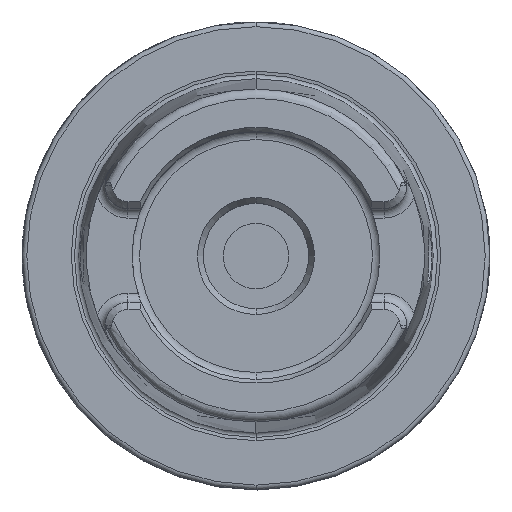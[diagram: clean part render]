
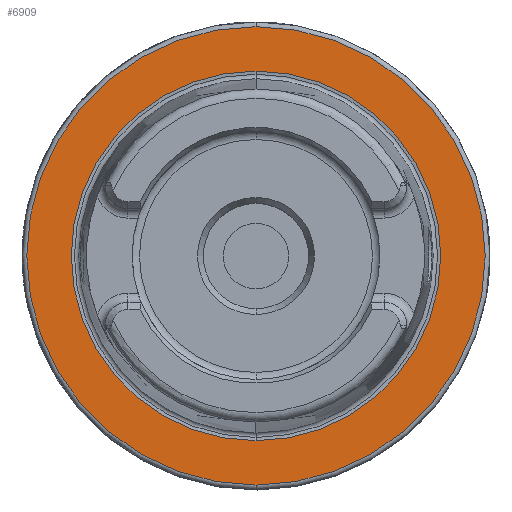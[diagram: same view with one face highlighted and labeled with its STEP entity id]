
A CAD part, top view. The second image highlights one B-rep face of the part: STEP entity #6909.
In plain terms, the highlighted planar face has unit normal (0, 0, 1).
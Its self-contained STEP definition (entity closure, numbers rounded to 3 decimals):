
#1122=CARTESIAN_POINT('',(0,0,29));
#1123=DIRECTION('',(0,0,1));
#1124=DIRECTION('',(0,1,0));
#1125=AXIS2_PLACEMENT_3D('',#1122,#1123,#1124);
#1127=CARTESIAN_POINT('',(0,0,29));
#1128=DIRECTION('',(0,0,-1));
#1129=DIRECTION('',(0,1,0));
#1130=AXIS2_PLACEMENT_3D('',#1127,#1128,#1129);
#1132=CARTESIAN_POINT('',(0,0,29));
#1133=DIRECTION('',(0,0,1));
#1134=DIRECTION('',(0,1,0));
#1135=AXIS2_PLACEMENT_3D('',#1132,#1133,#1134);
#1137=CARTESIAN_POINT('',(0,0,29));
#1138=DIRECTION('',(0,0,1));
#1139=DIRECTION('',(0,-1,0));
#1140=AXIS2_PLACEMENT_3D('',#1137,#1138,#1139);
#5144=CARTESIAN_POINT('',(0,39.499,29));
#5146=VERTEX_POINT('',#5144);
#5180=CARTESIAN_POINT('',(0,-39.499,29));
#5182=VERTEX_POINT('',#5180);
#5192=CARTESIAN_POINT('',(0,49,29));
#5193=CARTESIAN_POINT('',(0.,-49,29));
#5194=VERTEX_POINT('',#5192);
#5195=VERTEX_POINT('',#5193);
#6894=CARTESIAN_POINT('',(0,0,29));
#6895=DIRECTION('',(0,0,-1));
#6896=DIRECTION('',(0,-1,0));
#6897=AXIS2_PLACEMENT_3D('',#6894,#6895,#6896);
#6898=PLANE('',#6897);
#6900=ORIENTED_EDGE('',*,*,#6899,.F.);
#6902=ORIENTED_EDGE('',*,*,#6901,.F.);
#6903=EDGE_LOOP('',(#6900,#6902));
#6904=FACE_OUTER_BOUND('',#6903,.F.);
#6905=ORIENTED_EDGE('',*,*,#6876,.T.);
#6906=ORIENTED_EDGE('',*,*,#6887,.F.);
#6907=EDGE_LOOP('',(#6905,#6906));
#6908=FACE_BOUND('',#6907,.F.);
#6909=ADVANCED_FACE('',(#6904,#6908),#6898,.F.);
#1126=CIRCLE('',#1125,39.499);
#1131=CIRCLE('',#1130,39.499);
#1136=CIRCLE('',#1135,49);
#1141=CIRCLE('',#1140,49);
#6876=EDGE_CURVE('',#5146,#5182,#1126,.T.);
#6887=EDGE_CURVE('',#5146,#5182,#1131,.T.);
#6899=EDGE_CURVE('',#5194,#5195,#1136,.T.);
#6901=EDGE_CURVE('',#5195,#5194,#1141,.T.);
